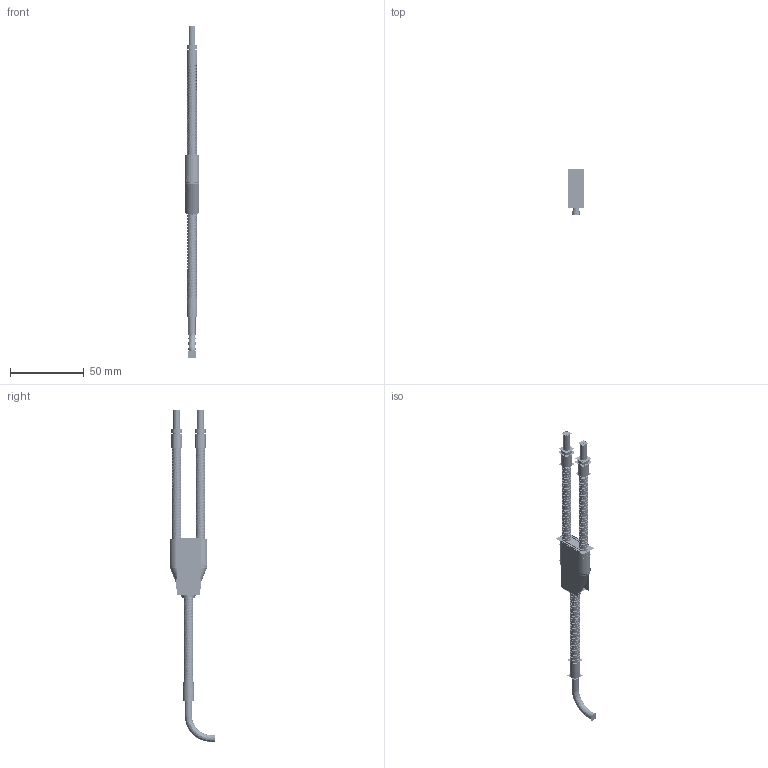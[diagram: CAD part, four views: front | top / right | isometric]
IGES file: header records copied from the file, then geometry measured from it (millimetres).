
Start section:  PTC IGES file: 161919.igs
Global section: file name: 161919.igs; native system: Creo Parametric by Parametric Technology Corporation; preprocessor: 2013230; author: pdmadmin; organization: Unknown; date: 20160209.161032; units: inch
Bounding box: 10.57 x 31.2 x 225.23 mm (x, y, z)
Volume: 7769.8 mm3; surface area: 94688.6 mm2
Topology: 8 solids, 8 shells, 840 faces, 3544 edges, 4140 vertices
Faces by surface type: bspline 716, revolution 124
